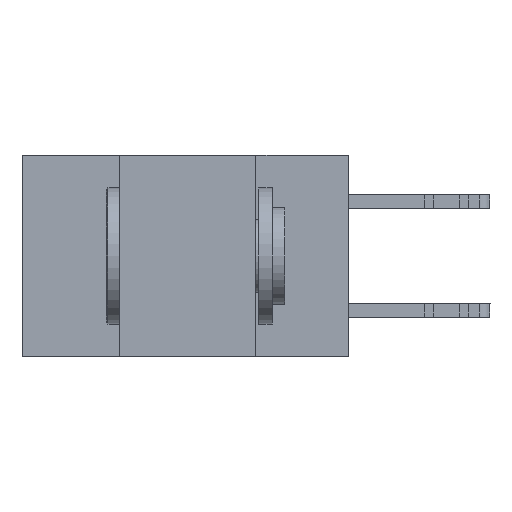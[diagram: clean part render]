
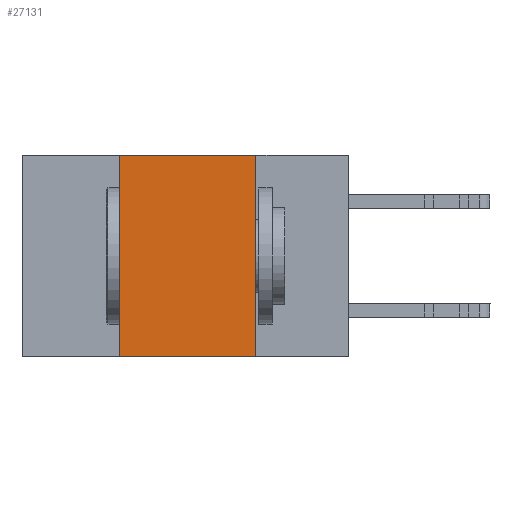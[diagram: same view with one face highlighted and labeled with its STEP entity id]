
A CAD part, left-side view. The second image highlights one B-rep face of the part: STEP entity #27131.
In plain terms, the highlighted planar face has unit normal (-1, 0, 0).
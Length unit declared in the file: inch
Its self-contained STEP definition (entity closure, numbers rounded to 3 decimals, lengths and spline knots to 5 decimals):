
#2861 = DIRECTION ( 'NONE',  ( 0., -1., 0. ) ) ;
#3429 = DIRECTION ( 'NONE',  ( 0., 0., -1. ) ) ;
#5639 = AXIS2_PLACEMENT_3D ( 'NONE', #9224, #25882, #11634 ) ;
#5799 = LINE ( 'NONE', #22472, #30340 ) ;
#5980 = EDGE_CURVE ( 'NONE', #23648, #11630, #8571, .T. ) ;
#6334 = CARTESIAN_POINT ( 'NONE',  ( 0., 0.17, -0.37 ) ) ;
#6720 = VECTOR ( 'NONE', #2861, 39.37008 ) ;
#7588 = EDGE_CURVE ( 'NONE', #23648, #18143, #25606, .T. ) ;
#8571 = LINE ( 'NONE', #8777, #15699 ) ;
#8777 = CARTESIAN_POINT ( 'NONE',  ( 0., 0.42, 0. ) ) ;
#8842 = DIRECTION ( 'NONE',  ( 0., 0., 1. ) ) ;
#9224 = CARTESIAN_POINT ( 'NONE',  ( 0., 0.6, 0. ) ) ;
#9260 = CARTESIAN_POINT ( 'NONE',  ( 0., 0.6, -0.37 ) ) ;
#10807 = EDGE_CURVE ( 'NONE', #30041, #18143, #5799, .T. ) ;
#11630 = VERTEX_POINT ( 'NONE', #13340 ) ;
#11634 = DIRECTION ( 'NONE',  ( 0., 0., -1. ) ) ;
#12345 = LINE ( 'NONE', #14700, #6720 ) ;
#13340 = CARTESIAN_POINT ( 'NONE',  ( 0., 0.42, 0. ) ) ;
#13700 = VECTOR ( 'NONE', #23516, 39.37008 ) ;
#14700 = CARTESIAN_POINT ( 'NONE',  ( 0., 0.6, 0. ) ) ;
#15699 = VECTOR ( 'NONE', #8842, 39.37008 ) ;
#16749 = CARTESIAN_POINT ( 'NONE',  ( 0., 0.17, 0. ) ) ;
#16903 = ORIENTED_EDGE ( 'NONE', *, *, #22050, .F. ) ;
#17379 = EDGE_LOOP ( 'NONE', ( #26562, #16903, #22126, #24343 ) ) ;
#18143 = VERTEX_POINT ( 'NONE', #6334 ) ;
#21120 = PLANE ( 'NONE',  #5639 ) ;
#21200 = FACE_OUTER_BOUND ( 'NONE', #17379, .T. ) ;
#22050 = EDGE_CURVE ( 'NONE', #11630, #30041, #12345, .T. ) ;
#22126 = ORIENTED_EDGE ( 'NONE', *, *, #5980, .F. ) ;
#22472 = CARTESIAN_POINT ( 'NONE',  ( 0., 0.17, 0. ) ) ;
#23516 = DIRECTION ( 'NONE',  ( 0., -1., 0. ) ) ;
#23648 = VERTEX_POINT ( 'NONE', #30260 ) ;
#24343 = ORIENTED_EDGE ( 'NONE', *, *, #7588, .T. ) ;
#25606 = LINE ( 'NONE', #9260, #13700 ) ;
#25882 = DIRECTION ( 'NONE',  ( 1., 0., 0. ) ) ;
#26562 = ORIENTED_EDGE ( 'NONE', *, *, #10807, .F. ) ;
#27131 = ADVANCED_FACE ( 'NONE', ( #21200 ), #21120, .F. ) ;
#30041 = VERTEX_POINT ( 'NONE', #16749 ) ;
#30260 = CARTESIAN_POINT ( 'NONE',  ( 0., 0.42, -0.37 ) ) ;
#30340 = VECTOR ( 'NONE', #3429, 39.37008 ) ;
